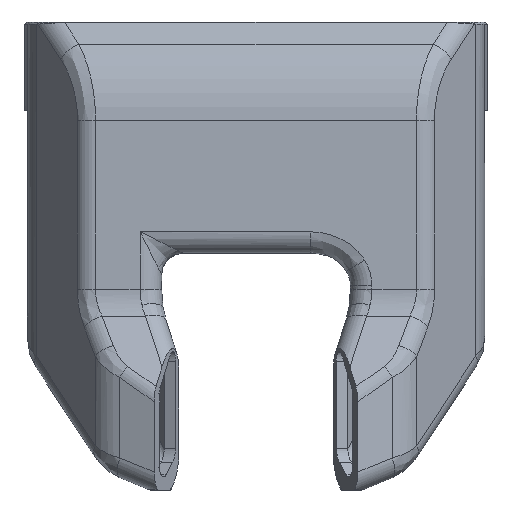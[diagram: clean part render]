
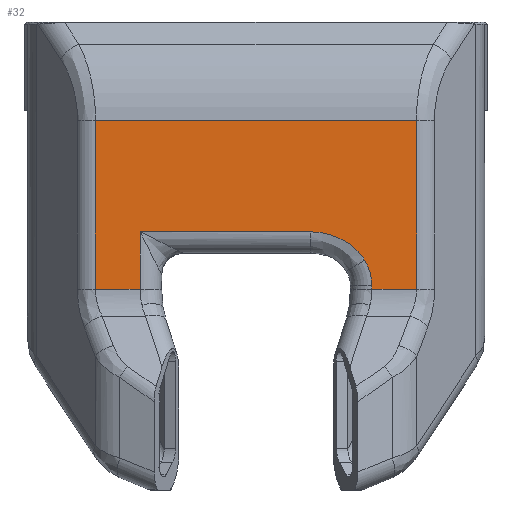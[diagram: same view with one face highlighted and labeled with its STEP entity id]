
A CAD part, front view. The second image highlights one B-rep face of the part: STEP entity #32.
In plain terms, the highlighted planar face has unit normal (0, -1, 0).
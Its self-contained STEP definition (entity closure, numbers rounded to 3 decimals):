
#6 = CIRCLE ( 'NONE', #1660, 4.517 ) ;
#14 = DIRECTION ( 'NONE',  ( 1., 0., 0. ) ) ;
#32 = ADVANCED_FACE ( 'NONE', ( #7294 ), #7741, .F. ) ;
#348 = LINE ( 'NONE', #3715, #10571 ) ;
#360 = LINE ( 'NONE', #11070, #10220 ) ;
#481 = DIRECTION ( 'NONE',  ( 0., 0., 1. ) ) ;
#755 = VERTEX_POINT ( 'NONE', #3068 ) ;
#966 = CARTESIAN_POINT ( 'NONE',  ( 10.767, 6., 19. ) ) ;
#1148 = LINE ( 'NONE', #4569, #8719 ) ;
#1269 = EDGE_CURVE ( 'NONE', #7162, #11128, #7059, .T. ) ;
#1532 = CARTESIAN_POINT ( 'NONE',  ( 21.25, 6., 17.314 ) ) ;
#1660 = AXIS2_PLACEMENT_3D ( 'NONE', #4705, #5365, #5541 ) ;
#1725 = VECTOR ( 'NONE', #481, 1000. ) ;
#1741 = ORIENTED_EDGE ( 'NONE', *, *, #10002, .T. ) ;
#1761 = VERTEX_POINT ( 'NONE', #11075 ) ;
#1884 = CARTESIAN_POINT ( 'NONE',  ( 10.101, 6., 21.361 ) ) ;
#1997 = DIRECTION ( 'NONE',  ( 1., 0., 0. ) ) ;
#2029 = EDGE_LOOP ( 'NONE', ( #5359, #6950, #1741, #4833, #6887, #8638, #10909, #9177, #9055, #9903 ) ) ;
#2046 = CARTESIAN_POINT ( 'NONE',  ( 14.92, 6., 34.358 ) ) ;
#2296 = VECTOR ( 'NONE', #10489, 1000. ) ;
#2350 = VECTOR ( 'NONE', #9184, 1000. ) ;
#2530 = CARTESIAN_POINT ( 'NONE',  ( -7.376, 6., 18.654 ) ) ;
#2832 = DIRECTION ( 'NONE',  ( 0., 0., 1. ) ) ;
#2958 = VECTOR ( 'NONE', #14, 1000. ) ;
#3068 = CARTESIAN_POINT ( 'NONE',  ( -14.92, 6., 18.654 ) ) ;
#3231 = VERTEX_POINT ( 'NONE', #9452 ) ;
#3476 = AXIS2_PLACEMENT_3D ( 'NONE', #1532, #6799, #5045 ) ;
#3715 = CARTESIAN_POINT ( 'NONE',  ( -10.767, 6., 17.314 ) ) ;
#3765 = EDGE_CURVE ( 'NONE', #7353, #1761, #4441, .T. ) ;
#4024 = EDGE_CURVE ( 'NONE', #1761, #4099, #9710, .T. ) ;
#4090 = LINE ( 'NONE', #2530, #2350 ) ;
#4099 = VERTEX_POINT ( 'NONE', #9764 ) ;
#4441 = LINE ( 'NONE', #6036, #2296 ) ;
#4569 = CARTESIAN_POINT ( 'NONE',  ( -21.25, 6., 34.358 ) ) ;
#4658 = VERTEX_POINT ( 'NONE', #5923 ) ;
#4705 = CARTESIAN_POINT ( 'NONE',  ( 6.25, 6., 19. ) ) ;
#4833 = ORIENTED_EDGE ( 'NONE', *, *, #6643, .T. ) ;
#4944 = VECTOR ( 'NONE', #1997, 1000. ) ;
#5045 = DIRECTION ( 'NONE',  ( 0., 0., 1. ) ) ;
#5359 = ORIENTED_EDGE ( 'NONE', *, *, #9046, .T. ) ;
#5365 = DIRECTION ( 'NONE',  ( 0., 1., 0. ) ) ;
#5541 = DIRECTION ( 'NONE',  ( 0., 0., 1. ) ) ;
#5923 = CARTESIAN_POINT ( 'NONE',  ( -10.767, 6., 24. ) ) ;
#5961 = EDGE_CURVE ( 'NONE', #11128, #7353, #6, .T. ) ;
#5998 = LINE ( 'NONE', #7200, #4944 ) ;
#6036 = CARTESIAN_POINT ( 'NONE',  ( 10.767, 6., 17.314 ) ) ;
#6168 = CARTESIAN_POINT ( 'NONE',  ( 9.079, 6., 23.028 ) ) ;
#6511 = CARTESIAN_POINT ( 'NONE',  ( 5.056, 6., 24. ) ) ;
#6643 = EDGE_CURVE ( 'NONE', #7724, #4658, #348, .T. ) ;
#6799 = DIRECTION ( 'NONE',  ( 0., 1., 0. ) ) ;
#6887 = ORIENTED_EDGE ( 'NONE', *, *, #10196, .T. ) ;
#6950 = ORIENTED_EDGE ( 'NONE', *, *, #8484, .T. ) ;
#7059 =( BOUNDED_CURVE ( )  B_SPLINE_CURVE ( 3, ( #7831, #11068, #6168, #1884 ),
 .UNSPECIFIED., .F., .F. ) 
 B_SPLINE_CURVE_WITH_KNOTS ( ( 4, 4 ),
 ( 4.712, 5.791 ),
 .UNSPECIFIED. ) 
 CURVE ( )  GEOMETRIC_REPRESENTATION_ITEM ( )  RATIONAL_B_SPLINE_CURVE ( ( 1., 0.905, 0.905, 1. ) ) 
 REPRESENTATION_ITEM ( '' )  );
#7159 = LINE ( 'NONE', #10705, #1725 ) ;
#7162 = VERTEX_POINT ( 'NONE', #6511 ) ;
#7200 = CARTESIAN_POINT ( 'NONE',  ( 21.25, 6., 24. ) ) ;
#7294 = FACE_OUTER_BOUND ( 'NONE', #2029, .T. ) ;
#7353 = VERTEX_POINT ( 'NONE', #966 ) ;
#7724 = VERTEX_POINT ( 'NONE', #8099 ) ;
#7741 = PLANE ( 'NONE',  #3476 ) ;
#7831 = CARTESIAN_POINT ( 'NONE',  ( 5.056, 6., 24. ) ) ;
#7906 = DIRECTION ( 'NONE',  ( -1., 0., 0. ) ) ;
#8099 = CARTESIAN_POINT ( 'NONE',  ( -10.767, 6., 18.654 ) ) ;
#8484 = EDGE_CURVE ( 'NONE', #3231, #755, #360, .T. ) ;
#8638 = ORIENTED_EDGE ( 'NONE', *, *, #1269, .T. ) ;
#8719 = VECTOR ( 'NONE', #7906, 1000. ) ;
#9046 = EDGE_CURVE ( 'NONE', #10588, #3231, #1148, .T. ) ;
#9055 = ORIENTED_EDGE ( 'NONE', *, *, #4024, .T. ) ;
#9177 = ORIENTED_EDGE ( 'NONE', *, *, #3765, .T. ) ;
#9184 = DIRECTION ( 'NONE',  ( 1., 0., 0. ) ) ;
#9452 = CARTESIAN_POINT ( 'NONE',  ( -14.92, 6., 34.358 ) ) ;
#9459 = DIRECTION ( 'NONE',  ( 0., 0., -1. ) ) ;
#9710 = LINE ( 'NONE', #10189, #2958 ) ;
#9764 = CARTESIAN_POINT ( 'NONE',  ( 14.92, 6., 18.654 ) ) ;
#9903 = ORIENTED_EDGE ( 'NONE', *, *, #10729, .T. ) ;
#10002 = EDGE_CURVE ( 'NONE', #755, #7724, #4090, .T. ) ;
#10189 = CARTESIAN_POINT ( 'NONE',  ( 16., 6., 18.654 ) ) ;
#10196 = EDGE_CURVE ( 'NONE', #4658, #7162, #5998, .T. ) ;
#10220 = VECTOR ( 'NONE', #9459, 1000. ) ;
#10489 = DIRECTION ( 'NONE',  ( 0., 0., -1. ) ) ;
#10571 = VECTOR ( 'NONE', #2832, 1000. ) ;
#10588 = VERTEX_POINT ( 'NONE', #2046 ) ;
#10705 = CARTESIAN_POINT ( 'NONE',  ( 14.92, 6., 17.314 ) ) ;
#10729 = EDGE_CURVE ( 'NONE', #4099, #10588, #7159, .T. ) ;
#10730 = CARTESIAN_POINT ( 'NONE',  ( 10.101, 6., 21.361 ) ) ;
#10909 = ORIENTED_EDGE ( 'NONE', *, *, #5961, .T. ) ;
#11068 = CARTESIAN_POINT ( 'NONE',  ( 7.221, 6., 24. ) ) ;
#11070 = CARTESIAN_POINT ( 'NONE',  ( -14.92, 6., 18.654 ) ) ;
#11075 = CARTESIAN_POINT ( 'NONE',  ( 10.767, 6., 18.654 ) ) ;
#11128 = VERTEX_POINT ( 'NONE', #10730 ) ;
